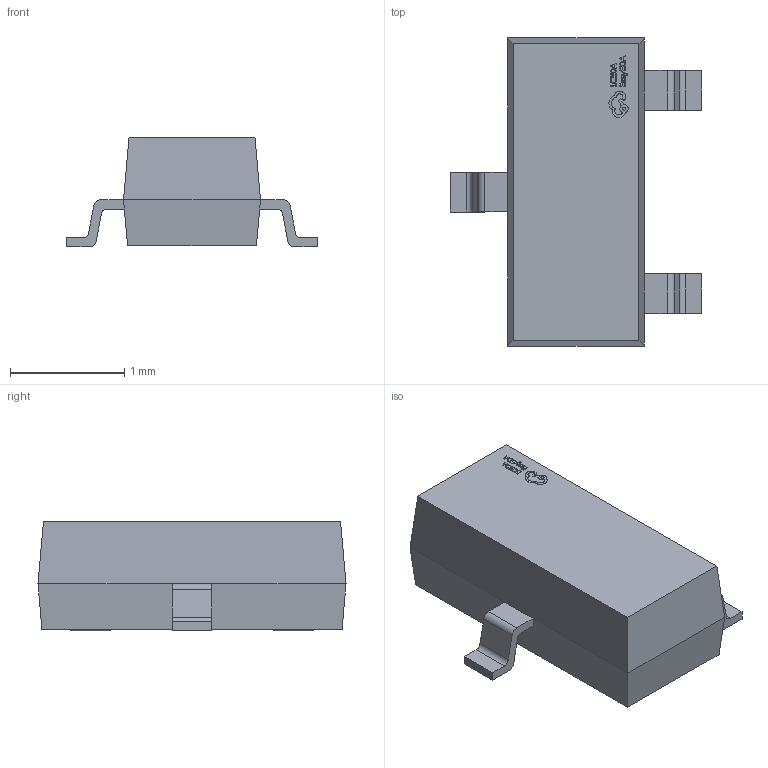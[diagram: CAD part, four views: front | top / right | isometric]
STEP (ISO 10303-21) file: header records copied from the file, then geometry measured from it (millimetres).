
FILE_DESCRIPTION (( 'STEP AP214' ), '1' );
FILE_NAME ('SOT-23-3_L2.9-W1.4-P1.91-LS2.6-BR.step', '2022-07-26T11:02:44', ( '' ), ( '' ), 'SwSTEP 2.0', 'SolidWorks 2020', '' );
FILE_SCHEMA (( 'AUTOMOTIVE_DESIGN' ));
Length unit declared in the file: millimetre
Products named in the file (1): SOT-23-3_L2.9-W1.4-P1.91-LS2.6-BR
Bounding box: 2.2 x 2.7 x 0.96 mm (x, y, z)
Volume: 3 mm3; surface area: 15.1 mm2
Topology: 14 solids, 14 shells, 336 faces, 893 edges, 592 vertices
Faces by surface type: plane 213, bspline 111, cylinder 12
Entity records: 14916 total; most frequent: CARTESIAN_POINT 3513, ORIENTED_EDGE 1786, DIRECTION 1102, EDGE_CURVE 893, VECTOR 602, LINE 602, VERTEX_POINT 592, EDGE_LOOP 355
